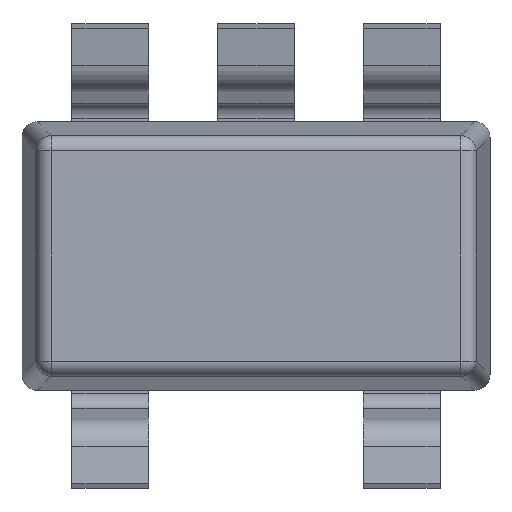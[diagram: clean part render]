
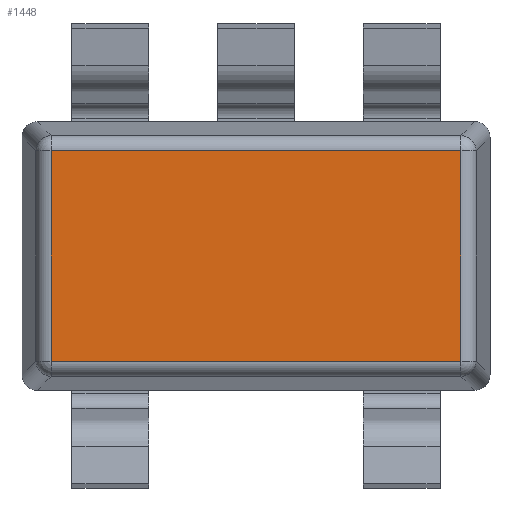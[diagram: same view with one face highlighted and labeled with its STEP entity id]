
A CAD part, front view. The second image highlights one B-rep face of the part: STEP entity #1448.
In plain terms, the highlighted planar face has unit normal (0, -1, 0).
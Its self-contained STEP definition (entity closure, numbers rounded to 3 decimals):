
#112 = LINE ( 'NONE', #1271, #978 ) ;
#244 = EDGE_CURVE ( 'NONE', #2912, #2694, #1475, .T. ) ;
#570 = DIRECTION ( 'NONE',  ( 1., 0., 0. ) ) ;
#615 = CARTESIAN_POINT ( 'NONE',  ( 0., -1.05, -0.685 ) ) ;
#697 = EDGE_CURVE ( 'NONE', #2694, #2307, #3213, .T. ) ;
#752 = ORIENTED_EDGE ( 'NONE', *, *, #4850, .T. ) ;
#769 = EDGE_CURVE ( 'NONE', #3570, #2912, #112, .T. ) ;
#978 = VECTOR ( 'NONE', #4657, 1000. ) ;
#1112 = PLANE ( 'NONE',  #4447 ) ;
#1260 = CARTESIAN_POINT ( 'NONE',  ( -1.335, -1.05, -0.685 ) ) ;
#1271 = CARTESIAN_POINT ( 'NONE',  ( 1.335, -1.05, 0. ) ) ;
#1446 = VECTOR ( 'NONE', #4291, 1000. ) ;
#1448 = ADVANCED_FACE ( 'NONE', ( #4810 ), #1112, .F. ) ;
#1460 = VECTOR ( 'NONE', #570, 1000. ) ;
#1475 = LINE ( 'NONE', #1790, #4029 ) ;
#1626 = DIRECTION ( 'NONE',  ( 0., 1., 0. ) ) ;
#1790 = CARTESIAN_POINT ( 'NONE',  ( 0., -1.05, 0.685 ) ) ;
#2165 = ORIENTED_EDGE ( 'NONE', *, *, #244, .T. ) ;
#2307 = VERTEX_POINT ( 'NONE', #1260 ) ;
#2694 = VERTEX_POINT ( 'NONE', #3575 ) ;
#2912 = VERTEX_POINT ( 'NONE', #3345 ) ;
#2990 = LINE ( 'NONE', #615, #1460 ) ;
#3213 = LINE ( 'NONE', #4745, #1446 ) ;
#3345 = CARTESIAN_POINT ( 'NONE',  ( 1.335, -1.05, 0.685 ) ) ;
#3493 = ORIENTED_EDGE ( 'NONE', *, *, #769, .T. ) ;
#3520 = DIRECTION ( 'NONE',  ( 0., 0., 1. ) ) ;
#3570 = VERTEX_POINT ( 'NONE', #4763 ) ;
#3575 = CARTESIAN_POINT ( 'NONE',  ( -1.335, -1.05, 0.685 ) ) ;
#4029 = VECTOR ( 'NONE', #4052, 1000. ) ;
#4052 = DIRECTION ( 'NONE',  ( -1., 0., 0. ) ) ;
#4259 = CARTESIAN_POINT ( 'NONE',  ( 0., -1.05, 0. ) ) ;
#4291 = DIRECTION ( 'NONE',  ( 0., 0., -1. ) ) ;
#4407 = ORIENTED_EDGE ( 'NONE', *, *, #697, .T. ) ;
#4447 = AXIS2_PLACEMENT_3D ( 'NONE', #4259, #1626, #3520 ) ;
#4657 = DIRECTION ( 'NONE',  ( 0., 0., 1. ) ) ;
#4745 = CARTESIAN_POINT ( 'NONE',  ( -1.335, -1.05, 0. ) ) ;
#4763 = CARTESIAN_POINT ( 'NONE',  ( 1.335, -1.05, -0.685 ) ) ;
#4810 = FACE_OUTER_BOUND ( 'NONE', #4861, .T. ) ;
#4850 = EDGE_CURVE ( 'NONE', #2307, #3570, #2990, .T. ) ;
#4861 = EDGE_LOOP ( 'NONE', ( #4407, #752, #3493, #2165 ) ) ;
